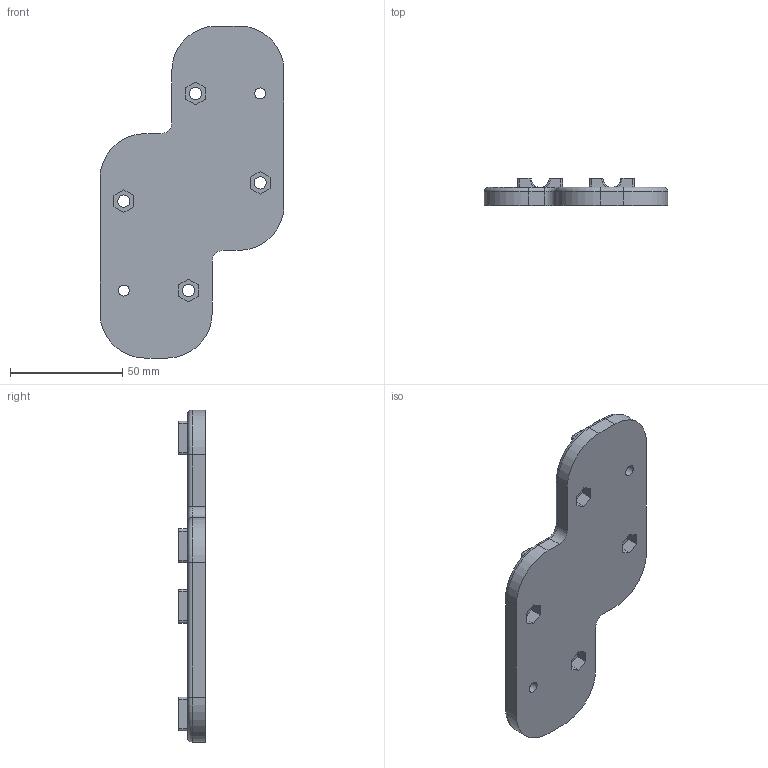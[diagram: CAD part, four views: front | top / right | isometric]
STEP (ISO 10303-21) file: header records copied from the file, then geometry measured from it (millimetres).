
FILE_DESCRIPTION((''),'2;1');
FILE_NAME('VALVE_DOUBLE_BASEPLATE','2024-12-06T18:45:27',('weiss'),(''),'CREO PARAMETRIC BY PTC INC, 2022014','CREO PARAMETRIC BY PTC INC, 2022014','');
FILE_SCHEMA(('CONFIG_CONTROL_DESIGN'));
Length unit declared in the file: millimetre
Products named in the file (1): VALVE_DOUBLE_BASEPLATE
Bounding box: 82 x 12 x 148 mm (x, y, z)
Volume: 68234.1 mm3; surface area: 22313.9 mm2
Topology: 1 solids, 1 shells, 176 faces, 452 edges, 292 vertices
Faces by surface type: plane 82, cylinder 66, torus 24, cone 4
Entity records: 5518 total; most frequent: CARTESIAN_POINT 1032, DIRECTION 972, ORIENTED_EDGE 904, EDGE_CURVE 452, AXIS2_PLACEMENT_3D 360, VERTEX_POINT 292, VECTOR 252, LINE 252
